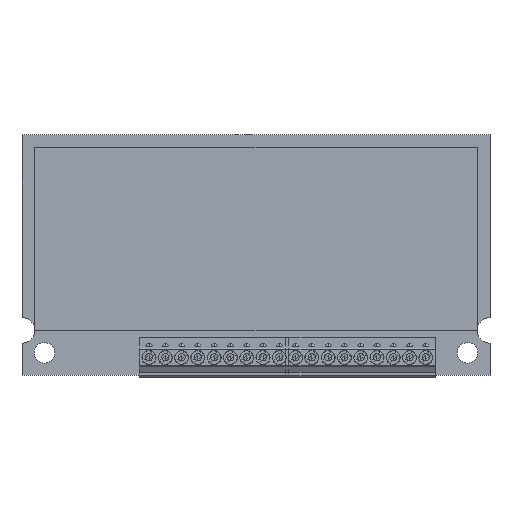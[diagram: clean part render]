
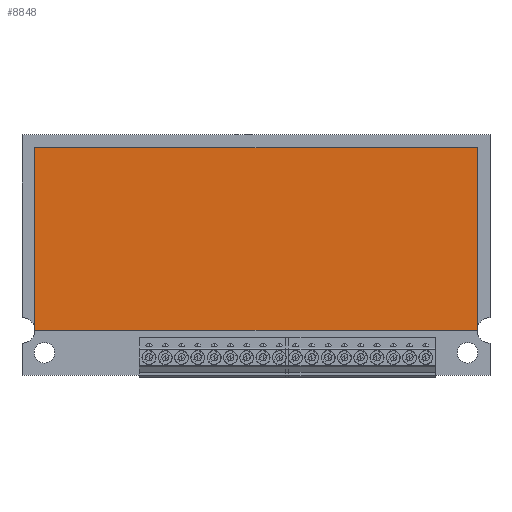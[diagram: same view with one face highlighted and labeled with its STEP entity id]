
A CAD part, top view. The second image highlights one B-rep face of the part: STEP entity #8848.
In plain terms, the highlighted planar face has unit normal (0, 0, 1).
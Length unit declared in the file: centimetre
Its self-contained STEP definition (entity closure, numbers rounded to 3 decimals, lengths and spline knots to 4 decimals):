
#743=VERTEX_POINT('',#12586);
#744=VERTEX_POINT('',#12587);
#747=VERTEX_POINT('',#12595);
#749=VERTEX_POINT('',#12601);
#1554=VECTOR('',#10462,1.);
#1558=VECTOR('',#10467,1.);
#1561=VECTOR('',#10471,1.);
#1564=VECTOR('',#10475,1.);
#2382=LINE('',#12585,#1554);
#2386=LINE('',#12594,#1558);
#2389=LINE('',#12600,#1561);
#2392=LINE('',#12606,#1564);
#3290=EDGE_CURVE('',#743,#744,#2382,.T.);
#3294=EDGE_CURVE('',#744,#747,#2386,.T.);
#3297=EDGE_CURVE('',#747,#749,#2389,.T.);
#3300=EDGE_CURVE('',#749,#743,#2392,.T.);
#4778=ORIENTED_EDGE('',*,*,#3290,.F.);
#4779=ORIENTED_EDGE('',*,*,#3300,.F.);
#4780=ORIENTED_EDGE('',*,*,#3297,.F.);
#4781=ORIENTED_EDGE('',*,*,#3294,.F.);
#7472=EDGE_LOOP('',(#4778,#4779,#4780,#4781));
#8217=FACE_BOUND('',#7472,.T.);
#8848=ADVANCED_FACE('',(#8217),#15494,.T.);
#9510=AXIS2_PLACEMENT_3D('',#12608,#10477,$);
#10462=DIRECTION('',(1.,0.,0.));
#10467=DIRECTION('',(0.,-1.,0.));
#10471=DIRECTION('',(-1.,0.,0.));
#10475=DIRECTION('',(0.,1.,0.));
#10477=DIRECTION('',(0.,0.,1.));
#12585=CARTESIAN_POINT('',(6.9,2.85,0.9));
#12586=CARTESIAN_POINT('',(0.,2.85,0.9));
#12587=CARTESIAN_POINT('',(6.9,2.85,0.9));
#12594=CARTESIAN_POINT('',(6.9,0.,0.9));
#12595=CARTESIAN_POINT('',(6.9,0.,0.9));
#12600=CARTESIAN_POINT('',(0.,0.,0.9));
#12601=CARTESIAN_POINT('',(0.,0.,0.9));
#12606=CARTESIAN_POINT('',(0.,2.85,0.9));
#12608=CARTESIAN_POINT('',(3.45,1.425,0.9));
#15494=PLANE('',#9510);
